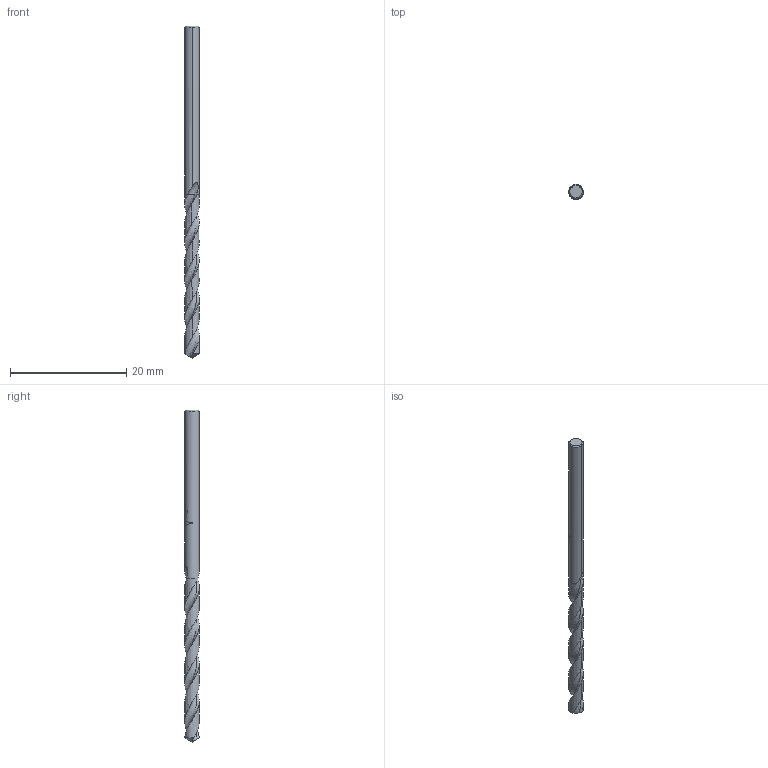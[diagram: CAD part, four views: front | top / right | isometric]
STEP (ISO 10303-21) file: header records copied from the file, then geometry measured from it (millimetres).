
FILE_DESCRIPTION(('no description'),'unknown implementation level');
FILE_NAME('solidRg66_7_CQrl3uuD23CNDL72wQ6I_1.STP',' ',('CIMSOURCE GmbH'),('CADClick - KiM GmbH - www.kimweb.de'),'unknown preprocess','ACIS','unknown authorization');
FILE_SCHEMA(('automotive_design'));
Length unit declared in the file: millimetre
Products named in the file (2): 1; 2
Bounding box: 2.5 x 2.5 x 57 mm (x, y, z)
Volume: 218.5 mm3; surface area: 479.4 mm2
Topology: 2 solids, 2 shells, 45 faces, 124 edges, 81 vertices
Faces by surface type: cone 14, cylinder 10, plane 9, revolution 8, bspline 4
Entity records: 9349 total; most frequent: CARTESIAN_POINT 6888, STYLED_ITEM 250, PRESENTATION_STYLE_ASSIGNMENT 250, COLOUR_RGB 250, ORIENTED_EDGE 244, DIRECTION 173, EDGE_CURVE 122, CURVE_STYLE 122
